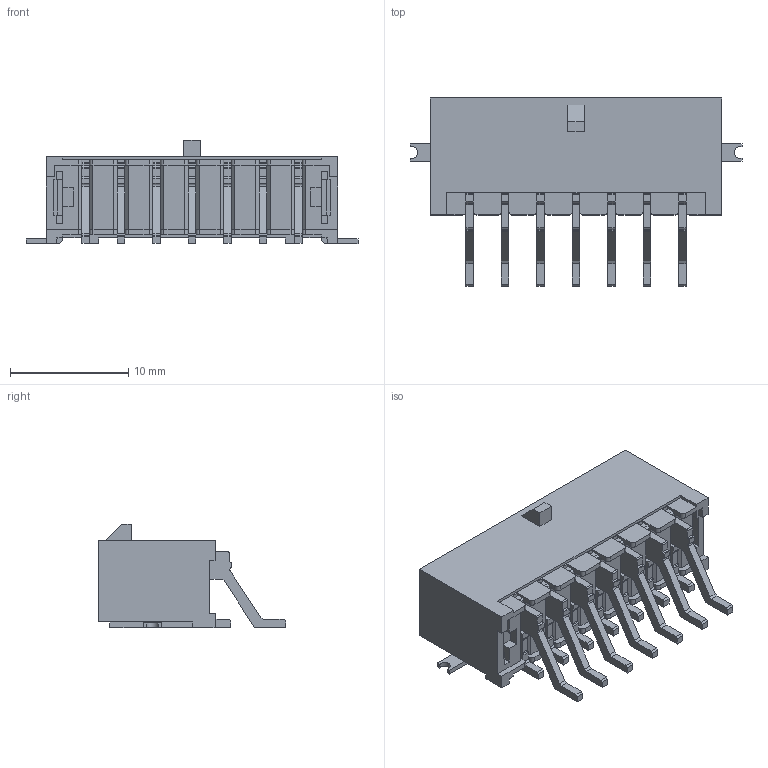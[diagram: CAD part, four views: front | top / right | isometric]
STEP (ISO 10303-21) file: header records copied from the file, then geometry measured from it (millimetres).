
FILE_DESCRIPTION(/* description */ ('Unknown'),/* implementation_level */ '2;1');
FILE_NAME(/* name */ 'J_Wurth_WR-MPC3_662114231722',/* time_stamp */ '2025-06-09T16:20:41+08:00',/* author */ ('Unknown'),/* organization */ ('Unknown'),/* preprocessor_version */ 'ST-DEVELOPER v19.4',/* originating_system */ 'Solid Edge',/* authorisation */ 'Unknown');
FILE_SCHEMA (('AUTOMOTIVE_DESIGN {1 0 10303 214 3 1 1}'));
Length unit declared in the file: millimetre
Products named in the file (2): J_Wurth_WR-MPC3_662114231722
Assembly tree (1 placements, depth 2):
  J_Wurth_WR-MPC3_662114231722
    J_Wurth_WR-MPC3_662114231722
Bounding box: 28.1 x 15.9 x 8.76 mm (x, y, z)
Volume: 1081.5 mm3; surface area: 2559.8 mm2
Topology: 1 solids, 1 shells, 810 faces, 2187 edges, 1410 vertices
Faces by surface type: plane 727, cylinder 83
Entity records: 30567 total; most frequent: CARTESIAN_POINT 4409, ORIENTED_EDGE 4374, DIRECTION 3977, EDGE_CURVE 2187, LINE 2021, VECTOR 2021, VERTEX_POINT 1410, AXIS2_PLACEMENT_3D 978
